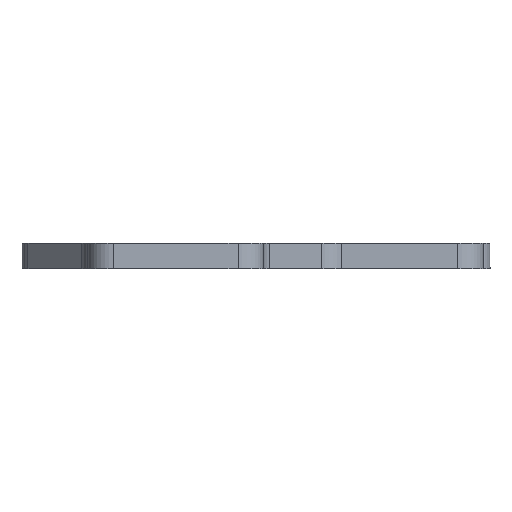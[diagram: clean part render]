
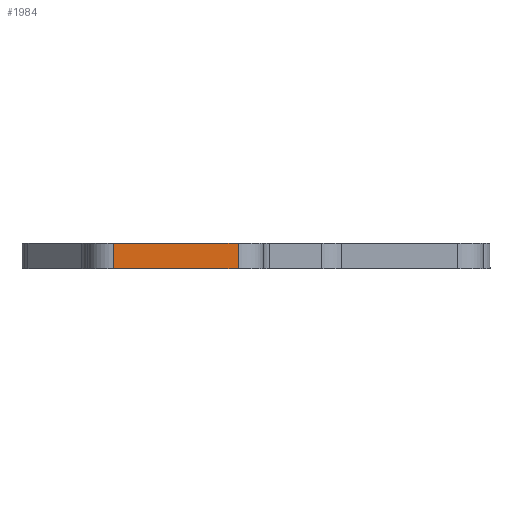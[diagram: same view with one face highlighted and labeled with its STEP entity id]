
A CAD part, left-side view. The second image highlights one B-rep face of the part: STEP entity #1984.
In plain terms, the highlighted planar face has unit normal (-1, 0, 0).
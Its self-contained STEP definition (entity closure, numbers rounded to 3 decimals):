
#226=DIRECTION('',(0.,-1.,0.));
#227=VECTOR('',#226,4.856);
#228=CARTESIAN_POINT('',(-10.29,2.428,0.));
#229=LINE('',#228,#227);
#462=DIRECTION('',(0.,-1.,0.));
#463=VECTOR('',#462,4.856);
#464=CARTESIAN_POINT('',(-10.29,2.428,1.));
#465=LINE('',#464,#463);
#727=DIRECTION('',(0.,0.,-1.));
#728=VECTOR('',#727,1.);
#729=CARTESIAN_POINT('',(-10.29,2.428,1.));
#730=LINE('',#729,#728);
#731=DIRECTION('',(0.,0.,1.));
#732=VECTOR('',#731,1.);
#733=CARTESIAN_POINT('',(-10.29,-2.428,0.));
#734=LINE('',#733,#732);
#1015=CARTESIAN_POINT('',(-10.29,2.428,0.));
#1017=VERTEX_POINT('',#1015);
#1021=CARTESIAN_POINT('',(-10.29,2.428,1.));
#1022=VERTEX_POINT('',#1021);
#1023=CARTESIAN_POINT('',(-10.29,-2.428,1.));
#1025=VERTEX_POINT('',#1023);
#1029=CARTESIAN_POINT('',(-10.29,-2.428,0.));
#1030=VERTEX_POINT('',#1029);
#1972=CARTESIAN_POINT('',(-10.29,6.,0.));
#1973=DIRECTION('',(-1.,0.,0.));
#1974=DIRECTION('',(0.,-1.,0.));
#1975=AXIS2_PLACEMENT_3D('',#1972,#1973,#1974);
#1976=PLANE('',#1975);
#1978=ORIENTED_EDGE('',*,*,#1977,.F.);
#1979=ORIENTED_EDGE('',*,*,#1340,.T.);
#1980=ORIENTED_EDGE('',*,*,#1967,.F.);
#1981=ORIENTED_EDGE('',*,*,#1162,.F.);
#1982=EDGE_LOOP('',(#1978,#1979,#1980,#1981));
#1983=FACE_OUTER_BOUND('',#1982,.F.);
#1984=ADVANCED_FACE('',(#1983),#1976,.T.);
#1162=EDGE_CURVE('',#1017,#1030,#229,.T.);
#1340=EDGE_CURVE('',#1022,#1025,#465,.T.);
#1967=EDGE_CURVE('',#1030,#1025,#734,.T.);
#1977=EDGE_CURVE('',#1022,#1017,#730,.T.);
